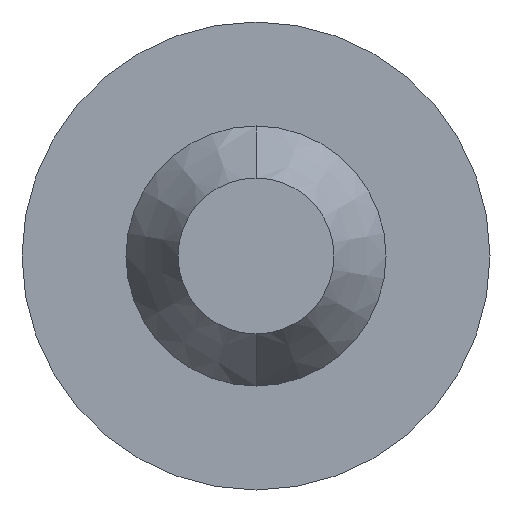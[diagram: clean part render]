
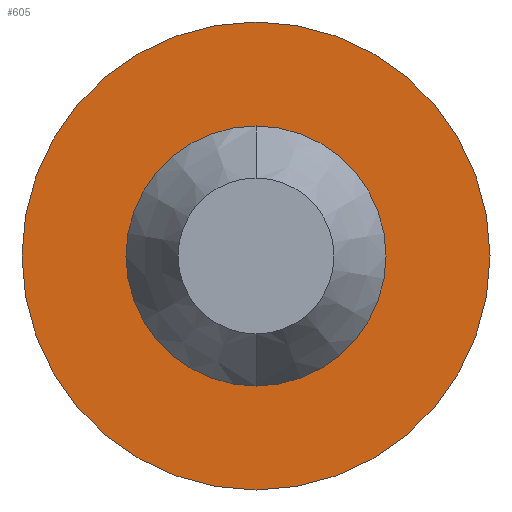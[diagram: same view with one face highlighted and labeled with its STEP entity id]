
A CAD part, front view. The second image highlights one B-rep face of the part: STEP entity #605.
In plain terms, the highlighted planar face has unit normal (0, -1, 0).
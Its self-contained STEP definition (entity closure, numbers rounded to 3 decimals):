
#7 = VERTEX_POINT ( 'NONE', #332 ) ;
#10 = DIRECTION ( 'NONE',  ( 0., 1., 0. ) ) ;
#11 = VERTEX_POINT ( 'NONE', #383 ) ;
#30 = CARTESIAN_POINT ( 'NONE',  ( 0., -27., 0. ) ) ;
#31 = AXIS2_PLACEMENT_3D ( 'NONE', #30, #501, #193 ) ;
#41 = AXIS2_PLACEMENT_3D ( 'NONE', #284, #94, #447 ) ;
#47 = CIRCLE ( 'NONE', #570, 2.5 ) ;
#60 = CARTESIAN_POINT ( 'NONE',  ( 0., -27., 0. ) ) ;
#66 = EDGE_CURVE ( 'Defeature ausgef�hrt2_2+Defeature ausgef�hrt2_3+Defeature ausgef�hrt2_3+Defeature ausgef�hrt2_3', #81, #612, #409, .T. ) ;
#71 = EDGE_LOOP ( 'NONE', ( #322, #184 ) ) ;
#81 = VERTEX_POINT ( 'NONE', #576 ) ;
#82 = FACE_OUTER_BOUND ( 'NONE', #257, .T. ) ;
#94 = DIRECTION ( 'NONE',  ( 0., 1., 0. ) ) ;
#184 = ORIENTED_EDGE ( 'NONE', *, *, #636, .T. ) ;
#193 = DIRECTION ( 'NONE',  ( 0., 0., 1. ) ) ;
#201 = DIRECTION ( 'NONE',  ( 0., 1., 0. ) ) ;
#257 = EDGE_LOOP ( 'NONE', ( #478, #452 ) ) ;
#266 = AXIS2_PLACEMENT_3D ( 'NONE', #512, #201, #511 ) ;
#284 = CARTESIAN_POINT ( 'NONE',  ( 0., -27., 0. ) ) ;
#292 = EDGE_CURVE ( 'Defeature ausgef�hrt2_1+Defeature ausgef�hrt2_2+Defeature ausgef�hrt2_2+Defeature ausgef�hrt2_2', #11, #7, #643, .T. ) ;
#295 = DIRECTION ( 'NONE',  ( 0., 1., 0. ) ) ;
#301 = DIRECTION ( 'NONE',  ( 0., 0., 1. ) ) ;
#322 = ORIENTED_EDGE ( 'NONE', *, *, #66, .T. ) ;
#332 = CARTESIAN_POINT ( 'NONE',  ( 0., -27., -4.5 ) ) ;
#360 = DIRECTION ( 'NONE',  ( 0., 0., 1. ) ) ;
#383 = CARTESIAN_POINT ( 'NONE',  ( 0., -27., 4.5 ) ) ;
#404 = CARTESIAN_POINT ( 'NONE',  ( 0., -27., -2.5 ) ) ;
#407 = PLANE ( 'NONE',  #266 ) ;
#409 = CIRCLE ( 'NONE', #31, 2.5 ) ;
#433 = AXIS2_PLACEMENT_3D ( 'NONE', #638, #10, #360 ) ;
#447 = DIRECTION ( 'NONE',  ( 0., 0., 1. ) ) ;
#452 = ORIENTED_EDGE ( 'NONE', *, *, #492, .F. ) ;
#478 = ORIENTED_EDGE ( 'NONE', *, *, #292, .F. ) ;
#492 = EDGE_CURVE ( 'Defeature ausgef�hrt2_1+Defeature ausgef�hrt2_2+Defeature ausgef�hrt2_2+Defeature ausgef�hrt2_2', #7, #11, #676, .T. ) ;
#501 = DIRECTION ( 'NONE',  ( 0., 1., 0. ) ) ;
#511 = DIRECTION ( 'NONE',  ( 0., 0., 1. ) ) ;
#512 = CARTESIAN_POINT ( 'NONE',  ( 4.5, -27., 0. ) ) ;
#570 = AXIS2_PLACEMENT_3D ( 'NONE', #60, #295, #301 ) ;
#576 = CARTESIAN_POINT ( 'NONE',  ( 0., -27., 2.5 ) ) ;
#605 = ADVANCED_FACE ( 'Defeature ausgef�hrt2_2', ( #82, #610 ), #407, .F. ) ;
#610 = FACE_BOUND ( 'NONE', #71, .T. ) ;
#612 = VERTEX_POINT ( 'NONE', #404 ) ;
#636 = EDGE_CURVE ( 'Defeature ausgef�hrt2_2+Defeature ausgef�hrt2_3+Defeature ausgef�hrt2_3+Defeature ausgef�hrt2_3', #612, #81, #47, .T. ) ;
#638 = CARTESIAN_POINT ( 'NONE',  ( 0., -27., 0. ) ) ;
#643 = CIRCLE ( 'NONE', #433, 4.5 ) ;
#676 = CIRCLE ( 'NONE', #41, 4.5 ) ;
